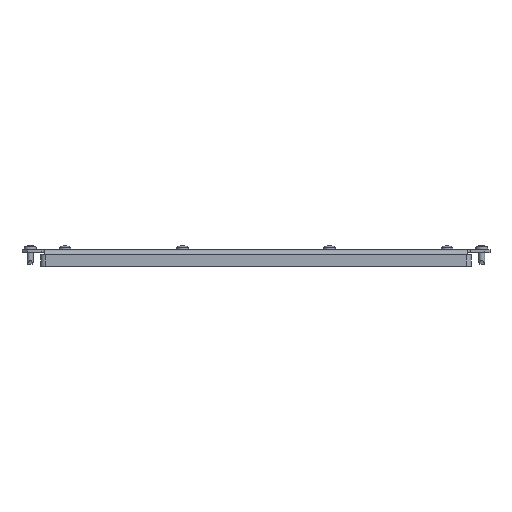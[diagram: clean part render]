
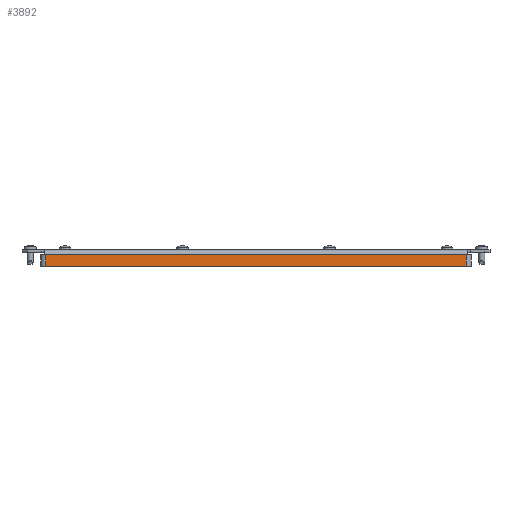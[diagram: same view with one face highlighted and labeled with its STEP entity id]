
A CAD part, top view. The second image highlights one B-rep face of the part: STEP entity #3892.
In plain terms, the highlighted face is planar.
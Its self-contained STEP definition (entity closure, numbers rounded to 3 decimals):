
#30 = VERTEX_POINT ( 'NONE', #1183 ) ;
#110 = PLANE ( 'NONE',  #4610 ) ;
#262 = CARTESIAN_POINT ( 'NONE',  ( -5., -3., -179. ) ) ;
#446 = CARTESIAN_POINT ( 'NONE',  ( 5., -3., -179. ) ) ;
#508 = VERTEX_POINT ( 'NONE', #4384 ) ;
#545 = DIRECTION ( 'NONE',  ( 0., -1., 0. ) ) ;
#554 = EDGE_LOOP ( 'NONE', ( #3107, #1426, #3446, #2756 ) ) ;
#976 = EDGE_CURVE ( 'NONE', #3990, #508, #2162, .T. ) ;
#1009 = EDGE_CURVE ( 'NONE', #3217, #30, #1233, .T. ) ;
#1036 = CARTESIAN_POINT ( 'NONE',  ( 5., -3., -179. ) ) ;
#1183 = CARTESIAN_POINT ( 'NONE',  ( 5., -3., 179. ) ) ;
#1233 = LINE ( 'NONE', #1036, #4161 ) ;
#1294 = DIRECTION ( 'NONE',  ( 1., 0., 0. ) ) ;
#1399 = EDGE_CURVE ( 'NONE', #3990, #3217, #3212, .T. ) ;
#1426 = ORIENTED_EDGE ( 'NONE', *, *, #976, .F. ) ;
#1472 = CARTESIAN_POINT ( 'NONE',  ( -5., -3., -179. ) ) ;
#1486 = VECTOR ( 'NONE', #1294, 1000. ) ;
#1759 = CARTESIAN_POINT ( 'NONE',  ( -5., -3., -179. ) ) ;
#2143 = DIRECTION ( 'NONE',  ( 1., 0., 0. ) ) ;
#2162 = LINE ( 'NONE', #1472, #3207 ) ;
#2343 = DIRECTION ( 'NONE',  ( 1., 0., 0. ) ) ;
#2756 = ORIENTED_EDGE ( 'NONE', *, *, #1009, .T. ) ;
#3107 = ORIENTED_EDGE ( 'NONE', *, *, #4912, .F. ) ;
#3207 = VECTOR ( 'NONE', #3891, 1000. ) ;
#3212 = LINE ( 'NONE', #1759, #1486 ) ;
#3217 = VERTEX_POINT ( 'NONE', #446 ) ;
#3446 = ORIENTED_EDGE ( 'NONE', *, *, #1399, .T. ) ;
#3523 = VECTOR ( 'NONE', #2343, 1000. ) ;
#3647 = FACE_OUTER_BOUND ( 'NONE', #554, .T. ) ;
#3697 = CARTESIAN_POINT ( 'NONE',  ( -5., -3., -179. ) ) ;
#3891 = DIRECTION ( 'NONE',  ( 0., 0., 1. ) ) ;
#3892 = ADVANCED_FACE ( 'NONE', ( #3647 ), #110, .T. ) ;
#3990 = VERTEX_POINT ( 'NONE', #262 ) ;
#4161 = VECTOR ( 'NONE', #5035, 1000. ) ;
#4384 = CARTESIAN_POINT ( 'NONE',  ( -5., -3., 179. ) ) ;
#4610 = AXIS2_PLACEMENT_3D ( 'NONE', #3697, #545, #2143 ) ;
#4648 = LINE ( 'NONE', #4734, #3523 ) ;
#4734 = CARTESIAN_POINT ( 'NONE',  ( -5., -3., 179. ) ) ;
#4912 = EDGE_CURVE ( 'NONE', #508, #30, #4648, .T. ) ;
#5035 = DIRECTION ( 'NONE',  ( 0., 0., 1. ) ) ;
